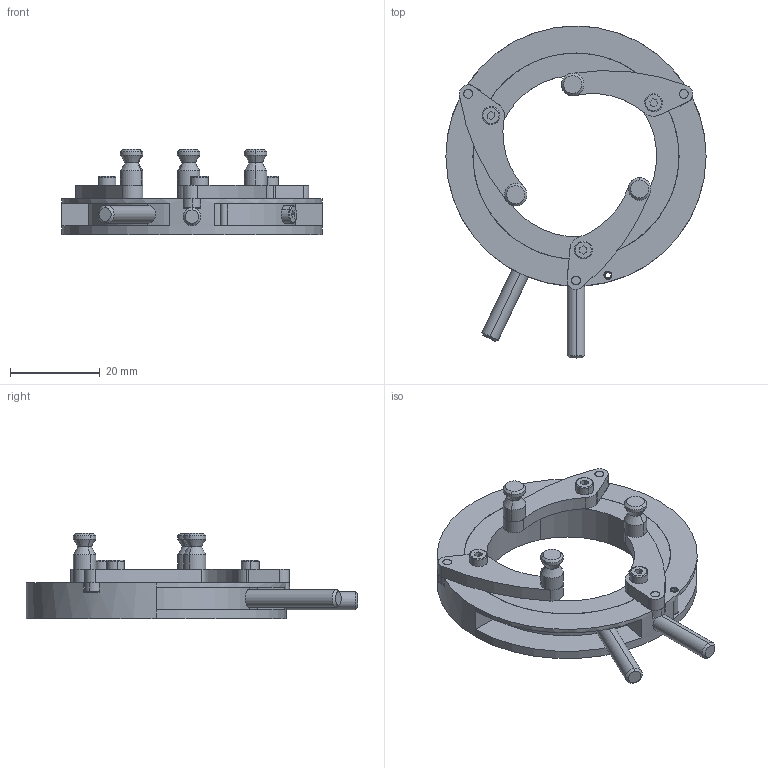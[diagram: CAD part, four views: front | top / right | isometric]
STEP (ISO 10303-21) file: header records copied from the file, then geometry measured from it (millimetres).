
FILE_DESCRIPTION (( 'STEP AP203' ), '1' );
FILE_NAME ('04SLH-2.STEP', '2016-12-21T03:34:50', ( '' ), ( '' ), 'SwSTEP 2.0', 'SolidWorks 2016', '' );
FILE_SCHEMA (( 'CONFIG_CONTROL_DESIGN' ));
Length unit declared in the file: millimetre
Products named in the file (1): 04SLH-2
Bounding box: 58 x 74 x 19 mm (x, y, z)
Volume: 13248.9 mm3; surface area: 13272.6 mm2
Topology: 21 solids, 21 shells, 341 faces, 772 edges, 473 vertices
Faces by surface type: cylinder 138, plane 125, cone 70, torus 8
Entity records: 9749 total; most frequent: CARTESIAN_POINT 1903, DIRECTION 1732, ORIENTED_EDGE 1492, EDGE_CURVE 746, AXIS2_PLACEMENT_3D 680, VERTEX_POINT 473, EDGE_LOOP 401, VECTOR 372
